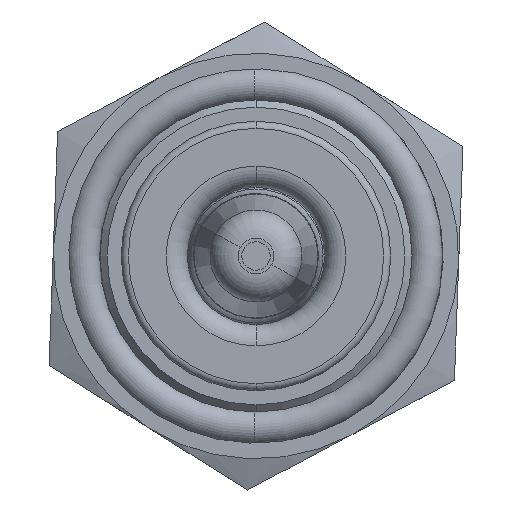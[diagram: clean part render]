
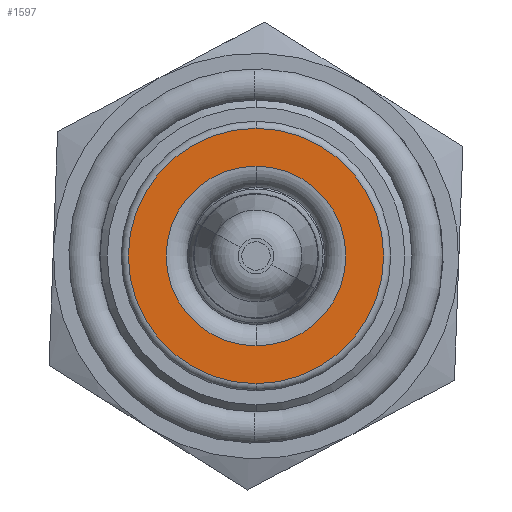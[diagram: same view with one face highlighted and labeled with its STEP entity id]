
A CAD part, left-side view. The second image highlights one B-rep face of the part: STEP entity #1597.
In plain terms, the highlighted planar face has unit normal (-1, 0, 0).
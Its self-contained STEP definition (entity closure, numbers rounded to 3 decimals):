
#25 = EDGE_CURVE ( 'NONE', #2233, #1842, #1699, .T. ) ;
#100 = DIRECTION ( 'NONE',  ( 0., 0., -1. ) ) ;
#157 = ORIENTED_EDGE ( 'NONE', *, *, #309, .T. ) ;
#309 = EDGE_CURVE ( 'NONE', #1193, #2469, #391, .T. ) ;
#341 = CARTESIAN_POINT ( 'NONE',  ( 0., 0., 0. ) ) ;
#391 = CIRCLE ( 'NONE', #3896, 6.34 ) ;
#447 = CARTESIAN_POINT ( 'NONE',  ( 0., 0., 0. ) ) ;
#459 = AXIS2_PLACEMENT_3D ( 'NONE', #649, #1242, #1585 ) ;
#543 = AXIS2_PLACEMENT_3D ( 'NONE', #2617, #2335, #100 ) ;
#649 = CARTESIAN_POINT ( 'NONE',  ( 0., 0., 0. ) ) ;
#799 = CIRCLE ( 'NONE', #1322, 9. ) ;
#1193 = VERTEX_POINT ( 'NONE', #3429 ) ;
#1242 = DIRECTION ( 'NONE',  ( -1., 0., 0. ) ) ;
#1322 = AXIS2_PLACEMENT_3D ( 'NONE', #447, #3535, #2283 ) ;
#1332 = ORIENTED_EDGE ( 'NONE', *, *, #1579, .T. ) ;
#1494 = EDGE_LOOP ( 'NONE', ( #2590, #1506 ) ) ;
#1506 = ORIENTED_EDGE ( 'NONE', *, *, #1985, .T. ) ;
#1579 = EDGE_CURVE ( 'NONE', #2469, #1193, #2960, .T. ) ;
#1585 = DIRECTION ( 'NONE',  ( 0., 0., -1. ) ) ;
#1597 = ADVANCED_FACE ( 'NONE', ( #2660, #2264 ), #3566, .F. ) ;
#1652 = CARTESIAN_POINT ( 'NONE',  ( 0., 0., -6.34 ) ) ;
#1699 = CIRCLE ( 'NONE', #459, 9. ) ;
#1716 = DIRECTION ( 'NONE',  ( 0., 0., -1. ) ) ;
#1842 = VERTEX_POINT ( 'NONE', #2122 ) ;
#1985 = EDGE_CURVE ( 'NONE', #1842, #2233, #799, .T. ) ;
#2122 = CARTESIAN_POINT ( 'NONE',  ( 0., 0., 9. ) ) ;
#2233 = VERTEX_POINT ( 'NONE', #2522 ) ;
#2264 = FACE_OUTER_BOUND ( 'NONE', #1494, .T. ) ;
#2283 = DIRECTION ( 'NONE',  ( 0., 0., -1. ) ) ;
#2310 = DIRECTION ( 'NONE',  ( 1., 0., 0. ) ) ;
#2335 = DIRECTION ( 'NONE',  ( 1., 0., 0. ) ) ;
#2469 = VERTEX_POINT ( 'NONE', #1652 ) ;
#2522 = CARTESIAN_POINT ( 'NONE',  ( 0., 0., -9. ) ) ;
#2590 = ORIENTED_EDGE ( 'NONE', *, *, #25, .T. ) ;
#2617 = CARTESIAN_POINT ( 'NONE',  ( 0., 0., 0. ) ) ;
#2660 = FACE_BOUND ( 'NONE', #3273, .T. ) ;
#2822 = AXIS2_PLACEMENT_3D ( 'NONE', #3545, #2310, #1716 ) ;
#2865 = DIRECTION ( 'NONE',  ( 0., 0., -1. ) ) ;
#2960 = CIRCLE ( 'NONE', #543, 6.34 ) ;
#3120 = DIRECTION ( 'NONE',  ( 1., 0., 0. ) ) ;
#3273 = EDGE_LOOP ( 'NONE', ( #1332, #157 ) ) ;
#3429 = CARTESIAN_POINT ( 'NONE',  ( 0., 0., 6.34 ) ) ;
#3535 = DIRECTION ( 'NONE',  ( -1., 0., 0. ) ) ;
#3545 = CARTESIAN_POINT ( 'NONE',  ( 0., 9.5, 0. ) ) ;
#3566 = PLANE ( 'NONE',  #2822 ) ;
#3896 = AXIS2_PLACEMENT_3D ( 'NONE', #341, #3120, #2865 ) ;
